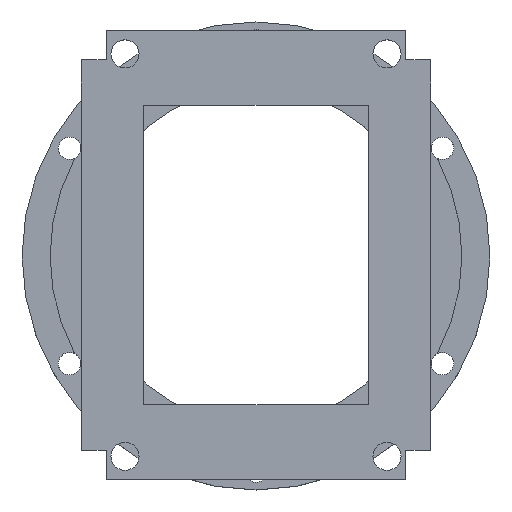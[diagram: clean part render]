
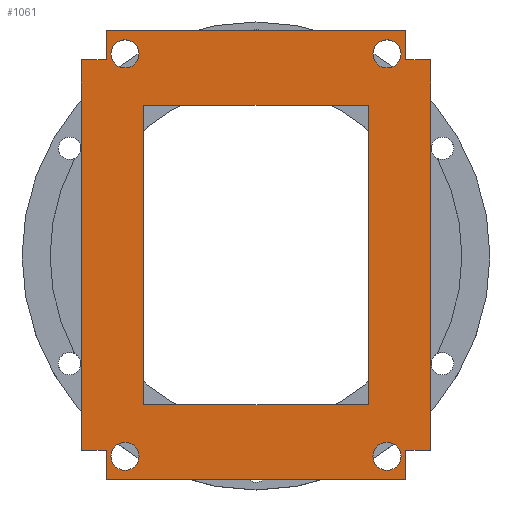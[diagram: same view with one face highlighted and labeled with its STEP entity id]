
A CAD part, top view. The second image highlights one B-rep face of the part: STEP entity #1061.
In plain terms, the highlighted planar face has unit normal (0, 0, 1).
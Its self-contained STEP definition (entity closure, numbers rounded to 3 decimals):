
#43=FACE_BOUND('',#173,.T.);
#44=FACE_BOUND('',#174,.T.);
#45=FACE_BOUND('',#175,.T.);
#46=FACE_BOUND('',#176,.T.);
#47=FACE_BOUND('',#177,.T.);
#62=CIRCLE('',#1131,1.5);
#63=CIRCLE('',#1132,1.5);
#64=CIRCLE('',#1133,1.5);
#65=CIRCLE('',#1134,1.5);
#119=FACE_OUTER_BOUND('',#172,.T.);
#172=EDGE_LOOP('',(#775,#776,#777,#778,#779,#780,#781,#782,#783,#784,#785,
#786));
#173=EDGE_LOOP('',(#787));
#174=EDGE_LOOP('',(#788));
#175=EDGE_LOOP('',(#789));
#176=EDGE_LOOP('',(#790));
#177=EDGE_LOOP('',(#791,#792,#793,#794));
#241=LINE('',#1559,#349);
#248=LINE('',#1573,#356);
#275=LINE('',#1630,#383);
#276=LINE('',#1632,#384);
#277=LINE('',#1634,#385);
#278=LINE('',#1636,#386);
#279=LINE('',#1638,#387);
#280=LINE('',#1639,#388);
#281=LINE('',#1641,#389);
#282=LINE('',#1643,#390);
#283=LINE('',#1645,#391);
#284=LINE('',#1646,#392);
#285=LINE('',#1657,#393);
#286=LINE('',#1659,#394);
#287=LINE('',#1661,#395);
#288=LINE('',#1662,#396);
#349=VECTOR('',#1239,10.);
#356=VECTOR('',#1248,10.);
#383=VECTOR('',#1295,10.);
#384=VECTOR('',#1296,10.);
#385=VECTOR('',#1297,10.);
#386=VECTOR('',#1298,10.);
#387=VECTOR('',#1299,10.);
#388=VECTOR('',#1300,10.);
#389=VECTOR('',#1301,10.);
#390=VECTOR('',#1302,10.);
#391=VECTOR('',#1303,10.);
#392=VECTOR('',#1304,10.);
#393=VECTOR('',#1313,10.);
#394=VECTOR('',#1314,10.);
#395=VECTOR('',#1315,10.);
#396=VECTOR('',#1316,10.);
#456=VERTEX_POINT('',#1556);
#457=VERTEX_POINT('',#1558);
#462=VERTEX_POINT('',#1570);
#463=VERTEX_POINT('',#1572);
#483=VERTEX_POINT('',#1629);
#484=VERTEX_POINT('',#1631);
#485=VERTEX_POINT('',#1633);
#486=VERTEX_POINT('',#1635);
#487=VERTEX_POINT('',#1637);
#488=VERTEX_POINT('',#1640);
#489=VERTEX_POINT('',#1642);
#490=VERTEX_POINT('',#1644);
#491=VERTEX_POINT('',#1647);
#492=VERTEX_POINT('',#1649);
#493=VERTEX_POINT('',#1651);
#494=VERTEX_POINT('',#1653);
#495=VERTEX_POINT('',#1655);
#496=VERTEX_POINT('',#1656);
#497=VERTEX_POINT('',#1658);
#498=VERTEX_POINT('',#1660);
#561=EDGE_CURVE('',#457,#456,#241,.T.);
#568=EDGE_CURVE('',#463,#462,#248,.T.);
#597=EDGE_CURVE('',#483,#457,#275,.T.);
#598=EDGE_CURVE('',#456,#484,#276,.T.);
#599=EDGE_CURVE('',#484,#485,#277,.T.);
#600=EDGE_CURVE('',#485,#486,#278,.T.);
#601=EDGE_CURVE('',#486,#487,#279,.T.);
#602=EDGE_CURVE('',#487,#463,#280,.T.);
#603=EDGE_CURVE('',#462,#488,#281,.T.);
#604=EDGE_CURVE('',#488,#489,#282,.T.);
#605=EDGE_CURVE('',#489,#490,#283,.T.);
#606=EDGE_CURVE('',#490,#483,#284,.T.);
#607=EDGE_CURVE('',#491,#491,#62,.T.);
#608=EDGE_CURVE('',#492,#492,#63,.T.);
#609=EDGE_CURVE('',#493,#493,#64,.T.);
#610=EDGE_CURVE('',#494,#494,#65,.T.);
#611=EDGE_CURVE('',#495,#496,#285,.T.);
#612=EDGE_CURVE('',#496,#497,#286,.T.);
#613=EDGE_CURVE('',#497,#498,#287,.T.);
#614=EDGE_CURVE('',#498,#495,#288,.T.);
#775=ORIENTED_EDGE('',*,*,#597,.T.);
#776=ORIENTED_EDGE('',*,*,#561,.T.);
#777=ORIENTED_EDGE('',*,*,#598,.T.);
#778=ORIENTED_EDGE('',*,*,#599,.T.);
#779=ORIENTED_EDGE('',*,*,#600,.T.);
#780=ORIENTED_EDGE('',*,*,#601,.T.);
#781=ORIENTED_EDGE('',*,*,#602,.T.);
#782=ORIENTED_EDGE('',*,*,#568,.T.);
#783=ORIENTED_EDGE('',*,*,#603,.T.);
#784=ORIENTED_EDGE('',*,*,#604,.T.);
#785=ORIENTED_EDGE('',*,*,#605,.T.);
#786=ORIENTED_EDGE('',*,*,#606,.T.);
#787=ORIENTED_EDGE('',*,*,#607,.F.);
#788=ORIENTED_EDGE('',*,*,#608,.F.);
#789=ORIENTED_EDGE('',*,*,#609,.F.);
#790=ORIENTED_EDGE('',*,*,#610,.F.);
#791=ORIENTED_EDGE('',*,*,#611,.T.);
#792=ORIENTED_EDGE('',*,*,#612,.T.);
#793=ORIENTED_EDGE('',*,*,#613,.T.);
#794=ORIENTED_EDGE('',*,*,#614,.T.);
#1028=PLANE('',#1130);
#1061=ADVANCED_FACE('',(#119,#43,#44,#45,#46,#47),#1028,.T.);
#1130=AXIS2_PLACEMENT_3D('',#1628,#1293,#1294);
#1131=AXIS2_PLACEMENT_3D('',#1648,#1305,#1306);
#1132=AXIS2_PLACEMENT_3D('',#1650,#1307,#1308);
#1133=AXIS2_PLACEMENT_3D('',#1652,#1309,#1310);
#1134=AXIS2_PLACEMENT_3D('',#1654,#1311,#1312);
#1239=DIRECTION('',(-1.,0.,0.));
#1248=DIRECTION('',(1.,0.,0.));
#1293=DIRECTION('center_axis',(0.,0.,1.));
#1294=DIRECTION('ref_axis',(1.,0.,0.));
#1295=DIRECTION('',(0.,1.,0.));
#1296=DIRECTION('',(0.,-1.,0.));
#1297=DIRECTION('',(-1.,0.,0.));
#1298=DIRECTION('',(0.,-1.,0.));
#1299=DIRECTION('',(1.,0.,0.));
#1300=DIRECTION('',(0.,-1.,0.));
#1301=DIRECTION('',(0.,1.,0.));
#1302=DIRECTION('',(1.,0.,0.));
#1303=DIRECTION('',(0.,1.,0.));
#1304=DIRECTION('',(-1.,0.,0.));
#1305=DIRECTION('center_axis',(0.,0.,1.));
#1306=DIRECTION('ref_axis',(-1.,0.,0.));
#1307=DIRECTION('center_axis',(0.,0.,1.));
#1308=DIRECTION('ref_axis',(-1.,0.,0.));
#1309=DIRECTION('center_axis',(0.,0.,1.));
#1310=DIRECTION('ref_axis',(-1.,0.,0.));
#1311=DIRECTION('center_axis',(0.,0.,1.));
#1312=DIRECTION('ref_axis',(-1.,0.,0.));
#1313=DIRECTION('',(-1.,0.,0.));
#1314=DIRECTION('',(0.,1.,0.));
#1315=DIRECTION('',(1.,0.,0.));
#1316=DIRECTION('',(0.,-1.,0.));
#1556=CARTESIAN_POINT('',(-20.85,18.65,3.65));
#1558=CARTESIAN_POINT('',(20.85,18.65,3.65));
#1559=CARTESIAN_POINT('',(-20.85,18.65,3.65));
#1570=CARTESIAN_POINT('',(20.85,-18.65,3.65));
#1572=CARTESIAN_POINT('',(-20.85,-18.65,3.65));
#1573=CARTESIAN_POINT('',(20.85,-18.65,3.65));
#1628=CARTESIAN_POINT('Origin',(0.,0.,3.65));
#1629=CARTESIAN_POINT('',(20.85,16.,3.65));
#1630=CARTESIAN_POINT('',(20.85,18.65,3.65));
#1631=CARTESIAN_POINT('',(-20.85,16.,3.65));
#1632=CARTESIAN_POINT('',(-20.85,-18.65,3.65));
#1633=CARTESIAN_POINT('',(-24.,16.,3.65));
#1634=CARTESIAN_POINT('',(24.,16.,3.65));
#1635=CARTESIAN_POINT('',(-24.,-16.,3.65));
#1636=CARTESIAN_POINT('',(-24.,16.,3.65));
#1637=CARTESIAN_POINT('',(-20.85,-16.,3.65));
#1638=CARTESIAN_POINT('',(-24.,-16.,3.65));
#1639=CARTESIAN_POINT('',(-20.85,-18.65,3.65));
#1640=CARTESIAN_POINT('',(20.85,-16.,3.65));
#1641=CARTESIAN_POINT('',(20.85,18.65,3.65));
#1642=CARTESIAN_POINT('',(24.,-16.,3.65));
#1643=CARTESIAN_POINT('',(-24.,-16.,3.65));
#1644=CARTESIAN_POINT('',(24.,16.,3.65));
#1645=CARTESIAN_POINT('',(24.,-16.,3.65));
#1646=CARTESIAN_POINT('',(24.,16.,3.65));
#1647=CARTESIAN_POINT('',(23.,14.,3.65));
#1648=CARTESIAN_POINT('Origin',(21.5,14.,3.65));
#1649=CARTESIAN_POINT('',(23.,-14.,3.65));
#1650=CARTESIAN_POINT('Origin',(21.5,-14.,3.65));
#1651=CARTESIAN_POINT('',(-20.,-14.,3.65));
#1652=CARTESIAN_POINT('Origin',(-21.5,-14.,3.65));
#1653=CARTESIAN_POINT('',(-20.,14.,3.65));
#1654=CARTESIAN_POINT('Origin',(-21.5,14.,3.65));
#1655=CARTESIAN_POINT('',(16.,-12.,3.65));
#1656=CARTESIAN_POINT('',(-16.,-12.,3.65));
#1657=CARTESIAN_POINT('',(16.,-12.,3.65));
#1658=CARTESIAN_POINT('',(-16.,12.,3.65));
#1659=CARTESIAN_POINT('',(-16.,-12.,3.65));
#1660=CARTESIAN_POINT('',(16.,12.,3.65));
#1661=CARTESIAN_POINT('',(-16.,12.,3.65));
#1662=CARTESIAN_POINT('',(16.,12.,3.65));
